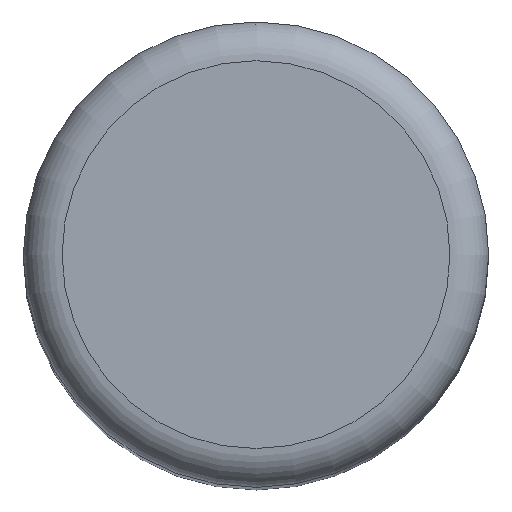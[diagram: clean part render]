
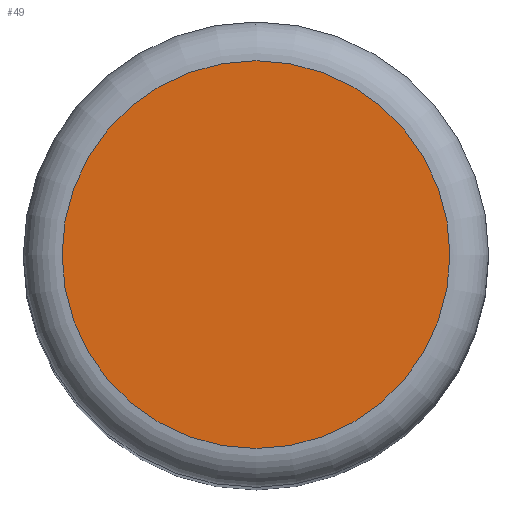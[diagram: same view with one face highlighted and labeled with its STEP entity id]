
A CAD part, top view. The second image highlights one B-rep face of the part: STEP entity #49.
In plain terms, the highlighted planar face has unit normal (0, 0, 1).
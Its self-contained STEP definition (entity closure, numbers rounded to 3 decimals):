
#49 = ADVANCED_FACE( '', ( #99 ), #100, .T. );
#99 = FACE_OUTER_BOUND( '', #146, .T. );
#100 = PLANE( '', #147 );
#146 = EDGE_LOOP( '', ( #211 ) );
#147 = AXIS2_PLACEMENT_3D( '', #212, #213, #214 );
#211 = ORIENTED_EDGE( '', *, *, #248, .T. );
#212 = CARTESIAN_POINT( '', ( 0., 0., 60. ) );
#213 = DIRECTION( '', ( 0., 0., 1. ) );
#214 = DIRECTION( '', ( 1., 0., 0. ) );
#248 = EDGE_CURVE( '', #281, #281, #282, .T. );
#281 = VERTEX_POINT( '', #325 );
#282 = CIRCLE( '', #326, 7.5 );
#325 = CARTESIAN_POINT( '', ( 7.5, 0., 60. ) );
#326 = AXIS2_PLACEMENT_3D( '', #362, #363, #364 );
#362 = CARTESIAN_POINT( '', ( 0., 0., 60. ) );
#363 = DIRECTION( '', ( 0., 0., 1. ) );
#364 = DIRECTION( '', ( 1., 0., 0. ) );
